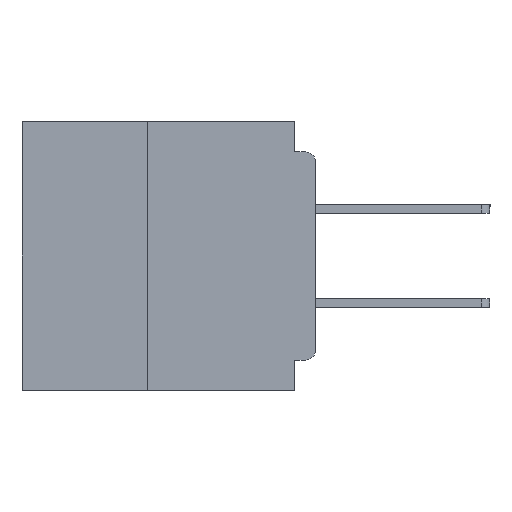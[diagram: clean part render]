
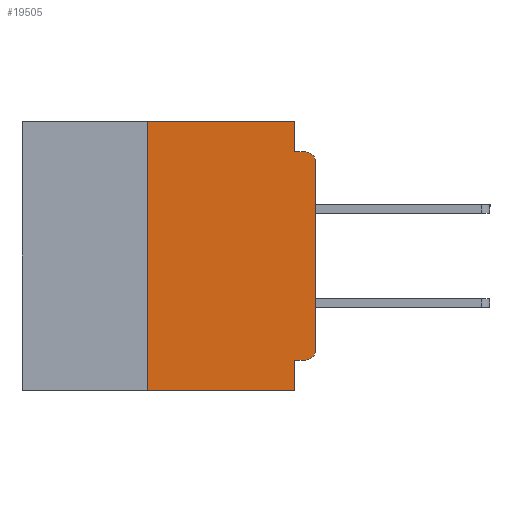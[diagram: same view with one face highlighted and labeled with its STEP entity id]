
A CAD part, left-side view. The second image highlights one B-rep face of the part: STEP entity #19505.
In plain terms, the highlighted planar face has unit normal (-1, 0, 0).
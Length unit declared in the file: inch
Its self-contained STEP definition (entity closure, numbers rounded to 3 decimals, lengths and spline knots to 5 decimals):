
#565 = EDGE_CURVE ( 'NONE', #18723, #12743, #3067, .T. ) ;
#672 = DIRECTION ( 'NONE',  ( 0., -1., 0. ) ) ;
#692 = ORIENTED_EDGE ( 'NONE', *, *, #28845, .F. ) ;
#806 = VERTEX_POINT ( 'NONE', #3400 ) ;
#1178 = EDGE_CURVE ( 'NONE', #12743, #19238, #34659, .T. ) ;
#1967 = DIRECTION ( 'NONE',  ( 0., -1., 0. ) ) ;
#2155 = EDGE_CURVE ( 'NONE', #18723, #28144, #12144, .T. ) ;
#2548 = CARTESIAN_POINT ( 'NONE',  ( 0., 0.015, -0.355 ) ) ;
#2552 = CARTESIAN_POINT ( 'NONE',  ( 0., 0.031, -0.045 ) ) ;
#2793 = DIRECTION ( 'NONE',  ( 0., 0., -1. ) ) ;
#3067 = CIRCLE ( 'NONE', #11768, 0.015 ) ;
#3104 = ORIENTED_EDGE ( 'NONE', *, *, #33660, .F. ) ;
#3330 = EDGE_CURVE ( 'NONE', #28144, #12802, #26743, .T. ) ;
#3400 = CARTESIAN_POINT ( 'NONE',  ( 0., 0.25, 0. ) ) ;
#3411 = VECTOR ( 'NONE', #11613, 39.37008 ) ;
#3421 = EDGE_CURVE ( 'NONE', #21794, #12802, #15775, .T. ) ;
#5338 = CARTESIAN_POINT ( 'NONE',  ( 0., 0.015, -0.045 ) ) ;
#5661 = VERTEX_POINT ( 'NONE', #2552 ) ;
#5690 = LINE ( 'NONE', #26682, #34147 ) ;
#5771 = CARTESIAN_POINT ( 'NONE',  ( 0., 0.031, -0.4 ) ) ;
#6588 = DIRECTION ( 'NONE',  ( 0., 0., -1. ) ) ;
#6707 = CARTESIAN_POINT ( 'NONE',  ( 0., 0.437, 0. ) ) ;
#7902 = VECTOR ( 'NONE', #9455, 39.37008 ) ;
#8850 = ORIENTED_EDGE ( 'NONE', *, *, #1178, .T. ) ;
#9228 = ORIENTED_EDGE ( 'NONE', *, *, #3421, .T. ) ;
#9455 = DIRECTION ( 'NONE',  ( 0., -1., 0. ) ) ;
#9699 = DIRECTION ( 'NONE',  ( 0., 0., -1. ) ) ;
#10324 = FACE_OUTER_BOUND ( 'NONE', #27391, .T. ) ;
#10611 = CARTESIAN_POINT ( 'NONE',  ( 0., 0.437, -0.4 ) ) ;
#10787 = EDGE_CURVE ( 'NONE', #5661, #19295, #27220, .T. ) ;
#11360 = CARTESIAN_POINT ( 'NONE',  ( 0., 0., -0.355 ) ) ;
#11613 = DIRECTION ( 'NONE',  ( 0., 1., 0. ) ) ;
#11768 = AXIS2_PLACEMENT_3D ( 'NONE', #16020, #16061, #15927 ) ;
#12144 = LINE ( 'NONE', #11360, #3411 ) ;
#12320 = CARTESIAN_POINT ( 'NONE',  ( 0., 0.031, -0.355 ) ) ;
#12673 = DIRECTION ( 'NONE',  ( 0., 0., 1. ) ) ;
#12743 = VERTEX_POINT ( 'NONE', #36569 ) ;
#12802 = VERTEX_POINT ( 'NONE', #5771 ) ;
#14545 = CIRCLE ( 'NONE', #16000, 0.015 ) ;
#15156 = CARTESIAN_POINT ( 'NONE',  ( 0., 0.031, -0.4 ) ) ;
#15176 = ORIENTED_EDGE ( 'NONE', *, *, #3330, .F. ) ;
#15191 = DIRECTION ( 'NONE',  ( 0., 0., -1. ) ) ;
#15417 = CARTESIAN_POINT ( 'NONE',  ( 0., 0.437, 0. ) ) ;
#15775 = LINE ( 'NONE', #10611, #7902 ) ;
#15850 = ORIENTED_EDGE ( 'NONE', *, *, #28794, .F. ) ;
#15927 = DIRECTION ( 'NONE',  ( 0., 0., -1. ) ) ;
#16000 = AXIS2_PLACEMENT_3D ( 'NONE', #36784, #20318, #2793 ) ;
#16020 = CARTESIAN_POINT ( 'NONE',  ( 0., 0.015, -0.34 ) ) ;
#16061 = DIRECTION ( 'NONE',  ( -1., 0., 0. ) ) ;
#16649 = CARTESIAN_POINT ( 'NONE',  ( 0., 0., -0.045 ) ) ;
#17724 = VERTEX_POINT ( 'NONE', #34981 ) ;
#18720 = VECTOR ( 'NONE', #12673, 39.37008 ) ;
#18723 = VERTEX_POINT ( 'NONE', #2548 ) ;
#18733 = EDGE_CURVE ( 'NONE', #19238, #19295, #14545, .T. ) ;
#19238 = VERTEX_POINT ( 'NONE', #36178 ) ;
#19295 = VERTEX_POINT ( 'NONE', #5338 ) ;
#19505 = ADVANCED_FACE ( 'NONE', ( #10324 ), #32269, .F. ) ;
#19970 = VECTOR ( 'NONE', #30602, 39.37008 ) ;
#20239 = ORIENTED_EDGE ( 'NONE', *, *, #2155, .F. ) ;
#20318 = DIRECTION ( 'NONE',  ( -1., 0., 0. ) ) ;
#20903 = ORIENTED_EDGE ( 'NONE', *, *, #18733, .T. ) ;
#21794 = VERTEX_POINT ( 'NONE', #30017 ) ;
#25482 = VECTOR ( 'NONE', #1967, 39.37008 ) ;
#26682 = CARTESIAN_POINT ( 'NONE',  ( 0., 0.031, 0. ) ) ;
#26743 = LINE ( 'NONE', #15156, #34093 ) ;
#26797 = DIRECTION ( 'NONE',  ( 1., 0., 0. ) ) ;
#26971 = VECTOR ( 'NONE', #672, 39.37008 ) ;
#27220 = LINE ( 'NONE', #16649, #25482 ) ;
#27391 = EDGE_LOOP ( 'NONE', ( #8850, #20903, #30070, #3104, #15850, #692, #9228, #15176, #20239, #29492 ) ) ;
#28144 = VERTEX_POINT ( 'NONE', #12320 ) ;
#28794 = EDGE_CURVE ( 'NONE', #806, #17724, #34324, .T. ) ;
#28845 = EDGE_CURVE ( 'NONE', #21794, #806, #33487, .T. ) ;
#29492 = ORIENTED_EDGE ( 'NONE', *, *, #565, .T. ) ;
#30017 = CARTESIAN_POINT ( 'NONE',  ( 0., 0.25, -0.4 ) ) ;
#30070 = ORIENTED_EDGE ( 'NONE', *, *, #10787, .F. ) ;
#30602 = DIRECTION ( 'NONE',  ( 0., 0., 1. ) ) ;
#30867 = CARTESIAN_POINT ( 'NONE',  ( 0., 0., 0. ) ) ;
#32269 = PLANE ( 'NONE',  #36916 ) ;
#32410 = CARTESIAN_POINT ( 'NONE',  ( 0., 0.25, -0.4 ) ) ;
#33487 = LINE ( 'NONE', #32410, #18720 ) ;
#33660 = EDGE_CURVE ( 'NONE', #17724, #5661, #5690, .T. ) ;
#34093 = VECTOR ( 'NONE', #15191, 39.37008 ) ;
#34147 = VECTOR ( 'NONE', #6588, 39.37008 ) ;
#34324 = LINE ( 'NONE', #15417, #26971 ) ;
#34659 = LINE ( 'NONE', #30867, #19970 ) ;
#34981 = CARTESIAN_POINT ( 'NONE',  ( 0., 0.031, 0. ) ) ;
#36178 = CARTESIAN_POINT ( 'NONE',  ( 0., 0., -0.06 ) ) ;
#36569 = CARTESIAN_POINT ( 'NONE',  ( 0., 0., -0.34 ) ) ;
#36784 = CARTESIAN_POINT ( 'NONE',  ( 0., 0.015, -0.06 ) ) ;
#36916 = AXIS2_PLACEMENT_3D ( 'NONE', #6707, #26797, #9699 ) ;
